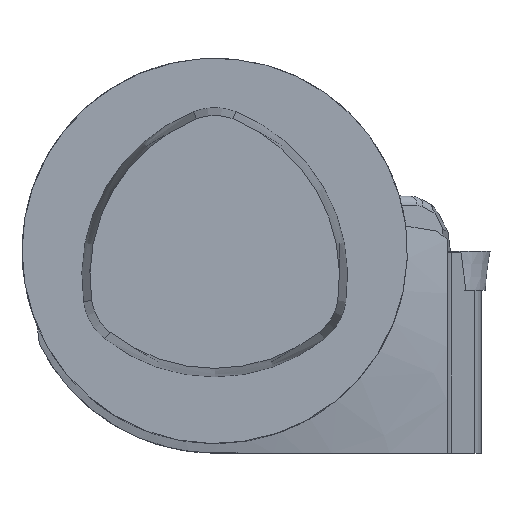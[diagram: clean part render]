
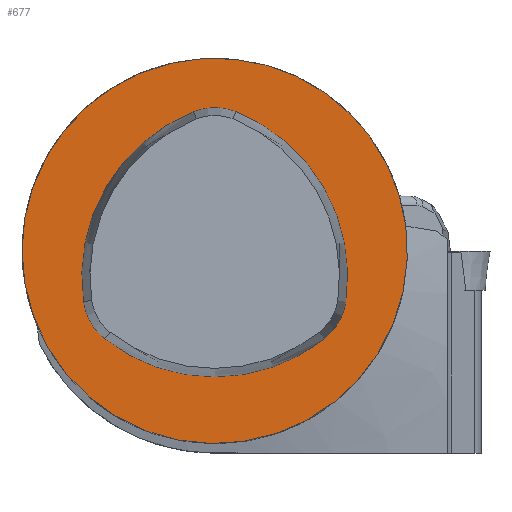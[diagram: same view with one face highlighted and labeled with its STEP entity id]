
A CAD part, top view. The second image highlights one B-rep face of the part: STEP entity #677.
In plain terms, the highlighted planar face has unit normal (0, 0, 1).
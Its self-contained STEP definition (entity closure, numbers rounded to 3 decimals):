
#217=FACE_BOUND('',#1188,.T.);
#218=FACE_BOUND('',#1189,.T.);
#310=PLANE('',#4756);
#677=ADVANCED_FACE('',(#217,#218),#310,.T.);
#1188=EDGE_LOOP('',(#2307));
#1189=EDGE_LOOP('',(#2308,#2309,#2310,#2311,#2312,#2313));
#2307=ORIENTED_EDGE('',*,*,#3992,.T.);
#2308=ORIENTED_EDGE('',*,*,#4001,.F.);
#2309=ORIENTED_EDGE('',*,*,#4002,.F.);
#2310=ORIENTED_EDGE('',*,*,#4003,.F.);
#2311=ORIENTED_EDGE('',*,*,#4004,.F.);
#2312=ORIENTED_EDGE('',*,*,#4005,.F.);
#2313=ORIENTED_EDGE('',*,*,#4006,.F.);
#3550=VERTEX_POINT('',#6185);
#3559=VERTEX_POINT('',#6204);
#3560=VERTEX_POINT('',#6205);
#3561=VERTEX_POINT('',#6207);
#3562=VERTEX_POINT('',#6209);
#3563=VERTEX_POINT('',#6211);
#3564=VERTEX_POINT('',#6213);
#3992=EDGE_CURVE('',#3550,#3550,#4585,.T.);
#4001=EDGE_CURVE('',#3559,#3560,#4586,.T.);
#4002=EDGE_CURVE('',#3561,#3559,#4587,.T.);
#4003=EDGE_CURVE('',#3562,#3561,#4588,.T.);
#4004=EDGE_CURVE('',#3563,#3562,#4589,.T.);
#4005=EDGE_CURVE('',#3564,#3563,#4590,.T.);
#4006=EDGE_CURVE('',#3560,#3564,#4591,.T.);
#4585=CIRCLE('',#4744,31.5);
#4586=CIRCLE('',#4750,29.);
#4587=CIRCLE('',#4751,9.4);
#4588=CIRCLE('',#4752,29.);
#4589=CIRCLE('',#4753,9.4);
#4590=CIRCLE('',#4754,29.);
#4591=CIRCLE('',#4755,9.4);
#4744=AXIS2_PLACEMENT_3D('',#6184,#5106,#5107);
#4750=AXIS2_PLACEMENT_3D('',#6203,#5122,#5123);
#4751=AXIS2_PLACEMENT_3D('',#6206,#5124,#5125);
#4752=AXIS2_PLACEMENT_3D('',#6208,#5126,#5127);
#4753=AXIS2_PLACEMENT_3D('',#6210,#5128,#5129);
#4754=AXIS2_PLACEMENT_3D('',#6212,#5130,#5131);
#4755=AXIS2_PLACEMENT_3D('',#6214,#5132,#5133);
#4756=AXIS2_PLACEMENT_3D('',#6215,#5134,#5135);
#5106=DIRECTION('',(0.,0.,1.));
#5107=DIRECTION('',(-1.,0.,0.));
#5122=DIRECTION('',(0.,0.,1.));
#5123=DIRECTION('',(-1.,0.,0.));
#5124=DIRECTION('',(0.,0.,1.));
#5125=DIRECTION('',(-1.,0.,0.));
#5126=DIRECTION('',(0.,0.,1.));
#5127=DIRECTION('',(-1.,0.,0.));
#5128=DIRECTION('',(0.,0.,1.));
#5129=DIRECTION('',(-1.,0.,0.));
#5130=DIRECTION('',(0.,0.,1.));
#5131=DIRECTION('',(-1.,0.,0.));
#5132=DIRECTION('',(0.,0.,1.));
#5133=DIRECTION('',(-1.,0.,0.));
#5134=DIRECTION('',(0.,0.,1.));
#5135=DIRECTION('',(1.,0.,0.));
#6184=CARTESIAN_POINT('',(0.,0.,0.));
#6185=CARTESIAN_POINT('',(-31.5,0.,0.));
#6203=CARTESIAN_POINT('',(-7.275,-4.2,0.));
#6204=CARTESIAN_POINT('',(21.428,-8.343,0.));
#6205=CARTESIAN_POINT('',(3.489,22.729,0.));
#6206=CARTESIAN_POINT('',(12.124,-7.,0.));
#6207=CARTESIAN_POINT('',(17.939,-14.386,0.));
#6208=CARTESIAN_POINT('',(0.,8.4,0.));
#6209=CARTESIAN_POINT('',(-17.939,-14.386,0.));
#6210=CARTESIAN_POINT('',(-12.124,-7.,0.));
#6211=CARTESIAN_POINT('',(-21.428,-8.343,0.));
#6212=CARTESIAN_POINT('',(7.275,-4.2,0.));
#6213=CARTESIAN_POINT('',(-3.489,22.729,0.));
#6214=CARTESIAN_POINT('',(0.,14.,0.));
#6215=CARTESIAN_POINT('',(0.,0.,0.));
